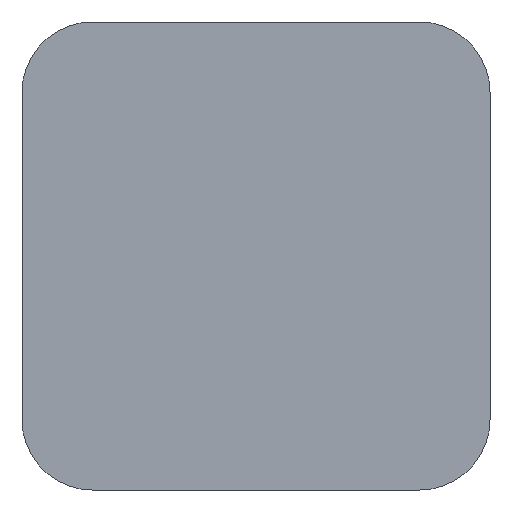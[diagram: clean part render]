
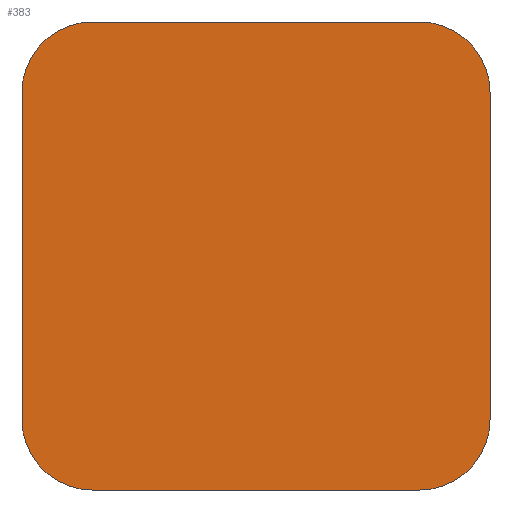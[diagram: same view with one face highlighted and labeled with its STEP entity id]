
A CAD part, front view. The second image highlights one B-rep face of the part: STEP entity #383.
In plain terms, the highlighted planar face has unit normal (0, -1, 0).
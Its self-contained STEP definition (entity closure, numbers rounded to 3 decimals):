
#25=PLANE('',#410);
#40=FACE_OUTER_BOUND('',#63,.T.);
#63=EDGE_LOOP('',(#266,#267,#268,#269,#270,#271,#272,#273));
#88=LINE('',#586,#124);
#89=LINE('',#590,#125);
#90=LINE('',#594,#126);
#91=LINE('',#597,#127);
#124=VECTOR('',#462,7.);
#125=VECTOR('',#465,7.);
#126=VECTOR('',#468,7.);
#127=VECTOR('',#471,7.);
#158=CIRCLE('',#408,1.5);
#160=CIRCLE('',#411,1.5);
#161=CIRCLE('',#412,1.5);
#162=CIRCLE('',#413,1.5);
#170=VERTEX_POINT('',#576);
#171=VERTEX_POINT('',#577);
#174=VERTEX_POINT('',#585);
#175=VERTEX_POINT('',#587);
#176=VERTEX_POINT('',#589);
#177=VERTEX_POINT('',#591);
#178=VERTEX_POINT('',#593);
#179=VERTEX_POINT('',#595);
#206=EDGE_CURVE('',#170,#171,#158,.T.);
#210=EDGE_CURVE('',#170,#174,#88,.T.);
#211=EDGE_CURVE('',#175,#174,#160,.T.);
#212=EDGE_CURVE('',#175,#176,#89,.T.);
#213=EDGE_CURVE('',#177,#176,#161,.T.);
#214=EDGE_CURVE('',#177,#178,#90,.T.);
#215=EDGE_CURVE('',#179,#178,#162,.T.);
#216=EDGE_CURVE('',#179,#171,#91,.T.);
#266=ORIENTED_EDGE('',*,*,#206,.F.);
#267=ORIENTED_EDGE('',*,*,#210,.T.);
#268=ORIENTED_EDGE('',*,*,#211,.F.);
#269=ORIENTED_EDGE('',*,*,#212,.T.);
#270=ORIENTED_EDGE('',*,*,#213,.F.);
#271=ORIENTED_EDGE('',*,*,#214,.T.);
#272=ORIENTED_EDGE('',*,*,#215,.F.);
#273=ORIENTED_EDGE('',*,*,#216,.T.);
#383=ADVANCED_FACE('',(#40),#25,.T.);
#408=AXIS2_PLACEMENT_3D('',#578,#454,#455);
#410=AXIS2_PLACEMENT_3D('',#584,#460,#461);
#411=AXIS2_PLACEMENT_3D('',#588,#463,#464);
#412=AXIS2_PLACEMENT_3D('',#592,#466,#467);
#413=AXIS2_PLACEMENT_3D('',#596,#469,#470);
#454=DIRECTION('center_axis',(0.,1.,0.));
#455=DIRECTION('ref_axis',(-0.707,0.,-0.707));
#460=DIRECTION('center_axis',(0.,-1.,0.));
#461=DIRECTION('ref_axis',(0.,0.,-1.));
#462=DIRECTION('',(1.,0.,0.));
#463=DIRECTION('center_axis',(0.,1.,0.));
#464=DIRECTION('ref_axis',(0.707,0.,-0.707));
#465=DIRECTION('',(0.,0.,1.));
#466=DIRECTION('center_axis',(0.,1.,0.));
#467=DIRECTION('ref_axis',(0.707,0.,0.707));
#468=DIRECTION('',(-1.,0.,0.));
#469=DIRECTION('center_axis',(0.,1.,0.));
#470=DIRECTION('ref_axis',(-0.707,0.,0.707));
#471=DIRECTION('',(0.,0.,-1.));
#576=CARTESIAN_POINT('',(-3.5,-0.5,-5.));
#577=CARTESIAN_POINT('',(-5.,-0.5,-3.5));
#578=CARTESIAN_POINT('Origin',(-3.5,-0.5,-3.5));
#584=CARTESIAN_POINT('Origin',(0.,-0.5,0.));
#585=CARTESIAN_POINT('',(3.5,-0.5,-5.));
#586=CARTESIAN_POINT('',(-5.,-0.5,-5.));
#587=CARTESIAN_POINT('',(5.,-0.5,-3.5));
#588=CARTESIAN_POINT('Origin',(3.5,-0.5,-3.5));
#589=CARTESIAN_POINT('',(5.,-0.5,3.5));
#590=CARTESIAN_POINT('',(5.,-0.5,-5.));
#591=CARTESIAN_POINT('',(3.5,-0.5,5.));
#592=CARTESIAN_POINT('Origin',(3.5,-0.5,3.5));
#593=CARTESIAN_POINT('',(-3.5,-0.5,5.));
#594=CARTESIAN_POINT('',(5.,-0.5,5.));
#595=CARTESIAN_POINT('',(-5.,-0.5,3.5));
#596=CARTESIAN_POINT('Origin',(-3.5,-0.5,3.5));
#597=CARTESIAN_POINT('',(-5.,-0.5,5.));
